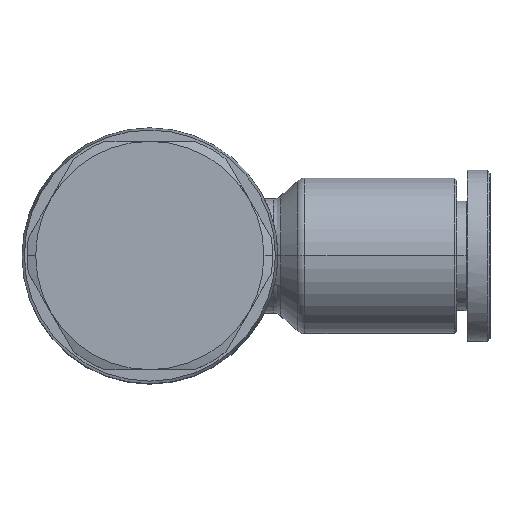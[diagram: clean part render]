
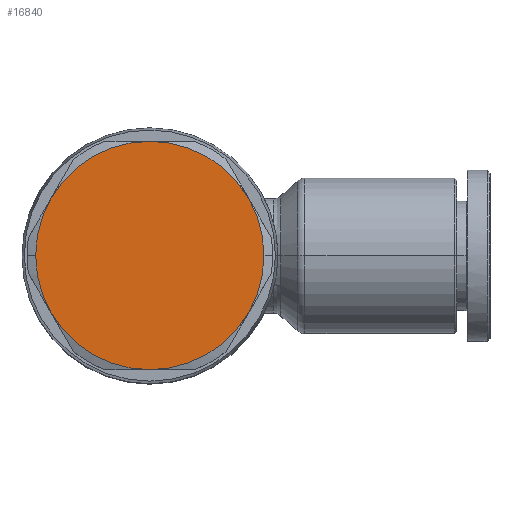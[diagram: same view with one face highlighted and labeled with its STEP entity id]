
A CAD part, top view. The second image highlights one B-rep face of the part: STEP entity #16840.
In plain terms, the highlighted planar face has unit normal (0, 0, 1).
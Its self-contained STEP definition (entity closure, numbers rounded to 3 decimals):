
#1730=CARTESIAN_POINT('',(16.2,0.,14.5));
#1731=VERTEX_POINT('',#1730);
#1740=CARTESIAN_POINT('',(14.86,-5.,14.5));
#1741=VERTEX_POINT('',#1740);
#1742=CARTESIAN_POINT('',(6.2,0.,14.5));
#1743=DIRECTION('',(0.0,0.0,1.0));
#1744=DIRECTION('',(-1.0,0.0,0.0));
#1745=AXIS2_PLACEMENT_3D('',#1742,#1743,#1744);
#1746=CIRCLE('',#1745,10.);
#1747=EDGE_CURVE('',#1741,#1731,#1746,.T.);
#1781=CARTESIAN_POINT('',(-3.8,0.,14.5));
#1782=VERTEX_POINT('',#1781);
#1798=CARTESIAN_POINT('',(-2.46,-5.,14.5));
#1799=VERTEX_POINT('',#1798);
#1813=CARTESIAN_POINT('',(6.2,0.,14.5));
#1814=DIRECTION('',(0.0,0.0,1.0));
#1815=DIRECTION('',(-1.0,0.0,0.0));
#1816=AXIS2_PLACEMENT_3D('',#1813,#1814,#1815);
#1817=CIRCLE('',#1816,10.);
#1818=EDGE_CURVE('',#1782,#1799,#1817,.T.);
#16403=CARTESIAN_POINT('',(14.86,5.,14.5));
#16404=VERTEX_POINT('',#16403);
#16477=CARTESIAN_POINT('',(6.2,-10.,14.5));
#16478=VERTEX_POINT('',#16477);
#16521=CARTESIAN_POINT('',(-2.46,5.,14.5));
#16522=VERTEX_POINT('',#16521);
#16523=CARTESIAN_POINT('',(6.2,0.,14.5));
#16524=DIRECTION('',(0.0,0.0,1.0));
#16525=DIRECTION('',(-1.0,0.0,0.0));
#16526=AXIS2_PLACEMENT_3D('',#16523,#16524,#16525);
#16527=CIRCLE('',#16526,10.);
#16528=EDGE_CURVE('',#16522,#1782,#16527,.T.);
#16596=CARTESIAN_POINT('',(6.2,10.,14.5));
#16597=VERTEX_POINT('',#16596);
#16598=CARTESIAN_POINT('',(6.2,0.,14.5));
#16599=DIRECTION('',(0.0,0.0,1.0));
#16600=DIRECTION('',(-1.0,0.0,0.0));
#16601=AXIS2_PLACEMENT_3D('',#16598,#16599,#16600);
#16602=CIRCLE('',#16601,10.);
#16603=EDGE_CURVE('',#16597,#16522,#16602,.T.);
#16640=CARTESIAN_POINT('',(6.2,0.,14.5));
#16641=DIRECTION('',(0.0,0.0,1.0));
#16642=DIRECTION('',(-1.0,0.0,0.0));
#16643=AXIS2_PLACEMENT_3D('',#16640,#16641,#16642);
#16644=CIRCLE('',#16643,10.);
#16645=EDGE_CURVE('',#16404,#16597,#16644,.T.);
#16659=CARTESIAN_POINT('',(6.2,0.,14.5));
#16660=DIRECTION('',(0.0,0.0,1.0));
#16661=DIRECTION('',(-1.0,0.0,0.0));
#16662=AXIS2_PLACEMENT_3D('',#16659,#16660,#16661);
#16663=CIRCLE('',#16662,10.);
#16664=EDGE_CURVE('',#1731,#16404,#16663,.T.);
#16676=CARTESIAN_POINT('',(6.2,0.,14.5));
#16677=DIRECTION('',(0.0,0.0,1.0));
#16678=DIRECTION('',(-1.0,0.0,0.0));
#16679=AXIS2_PLACEMENT_3D('',#16676,#16677,#16678);
#16680=CIRCLE('',#16679,10.);
#16681=EDGE_CURVE('',#16478,#1741,#16680,.T.);
#16694=CARTESIAN_POINT('',(6.2,0.,14.5));
#16695=DIRECTION('',(0.0,0.0,1.0));
#16696=DIRECTION('',(-1.0,0.0,0.0));
#16697=AXIS2_PLACEMENT_3D('',#16694,#16695,#16696);
#16698=CIRCLE('',#16697,10.);
#16699=EDGE_CURVE('',#1799,#16478,#16698,.T.);
#16825=CARTESIAN_POINT('',(1.65,0.,14.5));
#16826=DIRECTION('',(0.0,0.0,1.0));
#16827=DIRECTION('',(-1.0,0.0,0.0));
#16828=AXIS2_PLACEMENT_3D('',#16825,#16826,#16827);
#16829=PLANE('',#16828);
#16830=ORIENTED_EDGE('',*,*,#16699,.T.);
#16831=ORIENTED_EDGE('',*,*,#16681,.T.);
#16832=ORIENTED_EDGE('',*,*,#1747,.T.);
#16833=ORIENTED_EDGE('',*,*,#16664,.T.);
#16834=ORIENTED_EDGE('',*,*,#16645,.T.);
#16835=ORIENTED_EDGE('',*,*,#16603,.T.);
#16836=ORIENTED_EDGE('',*,*,#16528,.T.);
#16837=ORIENTED_EDGE('',*,*,#1818,.T.);
#16838=EDGE_LOOP('',(#16830,#16831,#16832,#16833,#16834,#16835,#16836,#16837));
#16839=FACE_OUTER_BOUND('',#16838,.T.);
#16840=ADVANCED_FACE('',(#16839),#16829,.T.);
